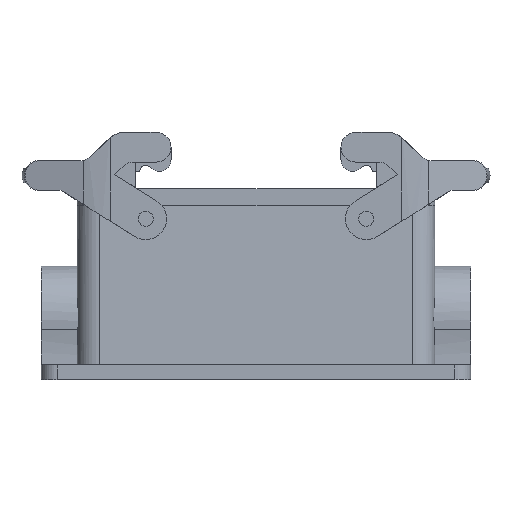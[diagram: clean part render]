
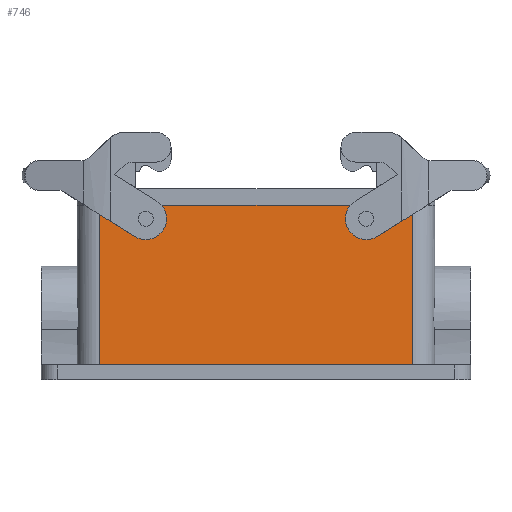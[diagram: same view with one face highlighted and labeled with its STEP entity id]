
A CAD part, left-side view. The second image highlights one B-rep face of the part: STEP entity #746.
In plain terms, the highlighted planar face has unit normal (-0.999, 0, 0.044).
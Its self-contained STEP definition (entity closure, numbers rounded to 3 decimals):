
#653=AXIS2_PLACEMENT_3D('Plane Axis2P3D',#650,#651,#652) ;
#270=CARTESIAN_POINT('Vertex',(4.914,26.,5.)) ;
#273=CARTESIAN_POINT('Line Origine',(4.914,78.5,5.)) ;
#277=CARTESIAN_POINT('Vertex',(4.914,131.,5.)) ;
#650=CARTESIAN_POINT('Axis2P3D Location',(7.25,78.5,58.5)) ;
#655=CARTESIAN_POINT('Line Origine',(6.017,26.,30.25)) ;
#659=CARTESIAN_POINT('Vertex',(7.25,26.,58.5)) ;
#662=CARTESIAN_POINT('Line Origine',(7.25,78.5,58.5)) ;
#666=CARTESIAN_POINT('Vertex',(7.25,131.,58.5)) ;
#669=CARTESIAN_POINT('Line Origine',(6.017,131.,30.25)) ;
#681=CARTESIAN_POINT('Control Point',(7.012,113.745,53.041)) ;
#682=CARTESIAN_POINT('Control Point',(6.988,114.039,52.502)) ;
#683=CARTESIAN_POINT('Control Point',(6.97,114.541,52.076)) ;
#684=CARTESIAN_POINT('Control Point',(6.961,115.193,51.872)) ;
#685=CARTESIAN_POINT('Control Point',(6.966,116.533,52.005)) ;
#686=CARTESIAN_POINT('Control Point',(7.011,117.43,53.02)) ;
#687=CARTESIAN_POINT('Control Point',(7.041,117.645,53.708)) ;
#688=CARTESIAN_POINT('Control Point',(7.071,117.563,54.395)) ;
#689=CARTESIAN_POINT('Control Point',(7.095,117.255,54.959)) ;
#690=CARTESIAN_POINT('Vertex',(7.012,113.745,53.041)) ;
#692=CARTESIAN_POINT('Vertex',(7.095,117.255,54.959)) ;
#696=CARTESIAN_POINT('Control Point',(7.095,117.255,54.959)) ;
#697=CARTESIAN_POINT('Control Point',(7.117,116.986,55.451)) ;
#698=CARTESIAN_POINT('Control Point',(7.134,116.545,55.849)) ;
#699=CARTESIAN_POINT('Control Point',(7.144,115.974,56.07)) ;
#700=CARTESIAN_POINT('Control Point',(7.144,114.982,56.076)) ;
#701=CARTESIAN_POINT('Control Point',(7.122,114.169,55.564)) ;
#702=CARTESIAN_POINT('Control Point',(7.11,113.899,55.286)) ;
#703=CARTESIAN_POINT('Control Point',(7.083,113.536,54.671)) ;
#704=CARTESIAN_POINT('Control Point',(7.052,113.461,53.965)) ;
#705=CARTESIAN_POINT('Control Point',(7.038,113.493,53.636)) ;
#706=CARTESIAN_POINT('Control Point',(7.024,113.591,53.323)) ;
#707=CARTESIAN_POINT('Control Point',(7.012,113.745,53.041)) ;
#714=CARTESIAN_POINT('Control Point',(7.095,39.745,54.959)) ;
#715=CARTESIAN_POINT('Control Point',(7.117,40.014,55.451)) ;
#716=CARTESIAN_POINT('Control Point',(7.134,40.455,55.849)) ;
#717=CARTESIAN_POINT('Control Point',(7.144,41.026,56.07)) ;
#718=CARTESIAN_POINT('Control Point',(7.144,42.018,56.076)) ;
#719=CARTESIAN_POINT('Control Point',(7.122,42.831,55.564)) ;
#720=CARTESIAN_POINT('Control Point',(7.11,43.101,55.286)) ;
#721=CARTESIAN_POINT('Control Point',(7.083,43.464,54.671)) ;
#722=CARTESIAN_POINT('Control Point',(7.052,43.539,53.965)) ;
#723=CARTESIAN_POINT('Control Point',(7.038,43.507,53.636)) ;
#724=CARTESIAN_POINT('Control Point',(7.024,43.409,53.323)) ;
#725=CARTESIAN_POINT('Control Point',(7.012,43.255,53.041)) ;
#726=CARTESIAN_POINT('Vertex',(7.095,39.745,54.959)) ;
#728=CARTESIAN_POINT('Vertex',(7.012,43.255,53.041)) ;
#732=CARTESIAN_POINT('Control Point',(7.012,43.255,53.041)) ;
#733=CARTESIAN_POINT('Control Point',(6.988,42.961,52.502)) ;
#734=CARTESIAN_POINT('Control Point',(6.97,42.459,52.076)) ;
#735=CARTESIAN_POINT('Control Point',(6.961,41.807,51.872)) ;
#736=CARTESIAN_POINT('Control Point',(6.966,40.467,52.005)) ;
#737=CARTESIAN_POINT('Control Point',(7.011,39.57,53.02)) ;
#738=CARTESIAN_POINT('Control Point',(7.041,39.355,53.708)) ;
#739=CARTESIAN_POINT('Control Point',(7.071,39.437,54.395)) ;
#740=CARTESIAN_POINT('Control Point',(7.095,39.745,54.959)) ;
#274=DIRECTION('Vector Direction',(0.,1.,0.)) ;
#651=DIRECTION('Axis2P3D Direction',(-0.999,0.,0.044)) ;
#652=DIRECTION('Axis2P3D XDirection',(0.,1.,0.)) ;
#656=DIRECTION('Vector Direction',(-0.044,0.,-0.999)) ;
#663=DIRECTION('Vector Direction',(0.,1.,0.)) ;
#670=DIRECTION('Vector Direction',(-0.044,0.,-0.999)) ;
#275=VECTOR('Line Direction',#274,1.) ;
#657=VECTOR('Line Direction',#656,1.) ;
#664=VECTOR('Line Direction',#663,1.) ;
#671=VECTOR('Line Direction',#670,1.) ;
#675=ORIENTED_EDGE('',*,*,#661,.F.) ;
#676=ORIENTED_EDGE('',*,*,#668,.F.) ;
#677=ORIENTED_EDGE('',*,*,#673,.F.) ;
#678=ORIENTED_EDGE('',*,*,#279,.F.) ;
#710=ORIENTED_EDGE('',*,*,#694,.T.) ;
#711=ORIENTED_EDGE('',*,*,#708,.T.) ;
#743=ORIENTED_EDGE('',*,*,#730,.F.) ;
#744=ORIENTED_EDGE('',*,*,#741,.F.) ;
#712=FACE_BOUND('',#709,.T.) ;
#745=FACE_BOUND('',#742,.T.) ;
#746=ADVANCED_FACE('Hauptk\X2\00F6\X0\rper',(#679,#712,#745),#654,.T.) ;
#680=B_SPLINE_CURVE_WITH_KNOTS('',5,(#681,#682,#683,#684,#685,#686,#687,#688,#689),.UNSPECIFIED.,.F.,.U.,(6,3,6),(8.89,13.235,17.78),.UNSPECIFIED.) ;
#695=B_SPLINE_CURVE_WITH_KNOTS('',5,(#696,#697,#698,#699,#700,#701,#702,#703,#704,#705,#706,#707),.UNSPECIFIED.,.F.,.U.,(6,3,3,6),(0.,3.968,6.615,8.89),.UNSPECIFIED.) ;
#713=B_SPLINE_CURVE_WITH_KNOTS('',5,(#714,#715,#716,#717,#718,#719,#720,#721,#722,#723,#724,#725),.UNSPECIFIED.,.F.,.U.,(6,3,3,6),(0.,3.968,6.615,8.89),.UNSPECIFIED.) ;
#731=B_SPLINE_CURVE_WITH_KNOTS('',5,(#732,#733,#734,#735,#736,#737,#738,#739,#740),.UNSPECIFIED.,.F.,.U.,(6,3,6),(8.89,13.235,17.78),.UNSPECIFIED.) ;
#279=EDGE_CURVE('',#271,#278,#276,.T.) ;
#661=EDGE_CURVE('',#660,#271,#658,.T.) ;
#668=EDGE_CURVE('',#667,#660,#665,.F.) ;
#673=EDGE_CURVE('',#278,#667,#672,.F.) ;
#694=EDGE_CURVE('',#691,#693,#680,.T.) ;
#708=EDGE_CURVE('',#693,#691,#695,.T.) ;
#730=EDGE_CURVE('',#727,#729,#713,.T.) ;
#741=EDGE_CURVE('',#729,#727,#731,.T.) ;
#674=EDGE_LOOP('',(#675,#676,#677,#678)) ;
#709=EDGE_LOOP('',(#710,#711)) ;
#742=EDGE_LOOP('',(#743,#744)) ;
#679=FACE_OUTER_BOUND('',#674,.T.) ;
#276=LINE('Line',#273,#275) ;
#658=LINE('Line',#655,#657) ;
#665=LINE('Line',#662,#664) ;
#672=LINE('Line',#669,#671) ;
#654=PLANE('',#653) ;
#271=VERTEX_POINT('',#270) ;
#278=VERTEX_POINT('',#277) ;
#660=VERTEX_POINT('',#659) ;
#667=VERTEX_POINT('',#666) ;
#691=VERTEX_POINT('',#690) ;
#693=VERTEX_POINT('',#692) ;
#727=VERTEX_POINT('',#726) ;
#729=VERTEX_POINT('',#728) ;
